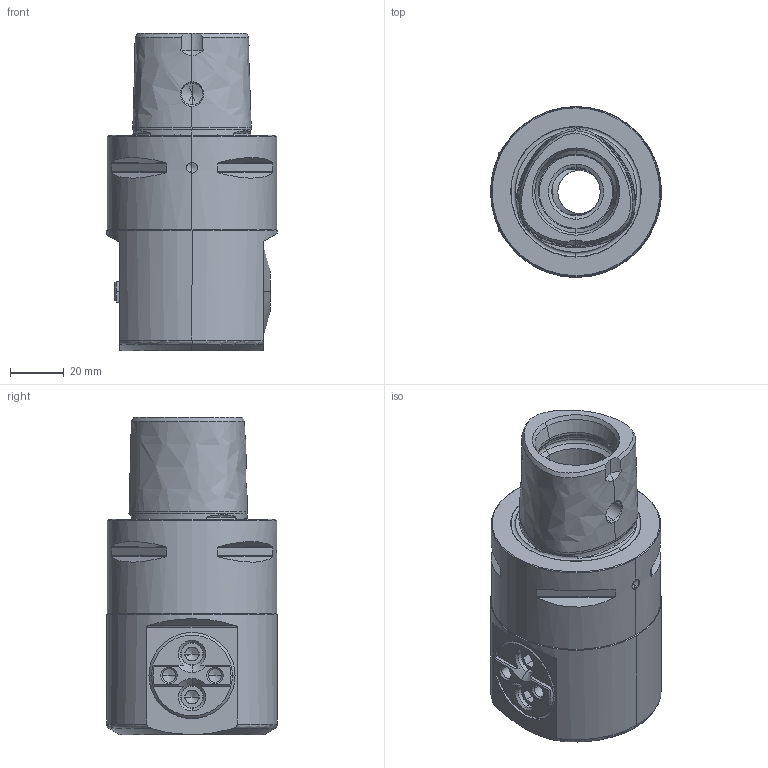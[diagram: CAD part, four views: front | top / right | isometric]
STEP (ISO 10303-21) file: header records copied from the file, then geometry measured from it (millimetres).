
FILE_DESCRIPTION(('no description'),'unknown implementation level');
FILE_NAME('85D4BE32-8243-4B2B-A483-DF2AAC7CE7FC_export.stp',' ',('CIMSOURCE GmbH'),('CADClick - KiM GmbH - www.kimweb.de'),'unknown preprocess','ACIS','unknown authorization');
FILE_SCHEMA(('automotive_design'));
Length unit declared in the file: millimetre
Products named in the file (8): 470.108 Kaiser EWN 2-50XL X C6|470.160 Kaiser Werkzeugk�rper EWN 2-50XL x C6_Standard;NONE; 470.108 Kaiser EWN 2-50XL X C6|112.040 Kaiser Zustelleinheit EWN 2-50 (XL)_Standard|112.156 Kaiser RTL �8,4 X 8,5_Standard;NONE; 470.108 Kaiser EWN 2-50XL X C6|112.040 Kaiser Zustelleinheit EWN 2-50 (XL)_Standard|690.417 Kaiser ETL M4 X 4D_Standard;NONE; 470.108 Kaiser EWN 2-50XL X C6|112.040 Kaiser Zustelleinheit EWN 2-50 (XL)_Standard|691.374 Kaiser RTL �2,5 X 22K_Standard;NONE; 470.108 Kaiser EWN 2-50XL X C6|112.040 Kaiser Zustelleinheit EWN 2-50 (XL)_Standard|690.595 Kaiser ETL M10 X 10D_DIN 913 - M10x10;NONE; 470.108 Kaiser EWN 2-50XL X C6|112.040 Kaiser Zustelleinheit EWN 2-50 (XL)_Standard|112.040 Kaiser Zustelleinheit EWN 2-50 (XL)_Standard;NONE
Bounding box: 63.5 x 63.5 x 118 mm (x, y, z)
Volume: 248107.5 mm3; surface area: 48630.1 mm2
Topology: 8 solids, 8 shells, 338 faces, 807 edges, 479 vertices
Faces by surface type: plane 112, cone 97, cylinder 93, bspline 20, torus 16
Entity records: 26320 total; most frequent: CARTESIAN_POINT 9550, STYLED_ITEM 1614, PRESENTATION_STYLE_ASSIGNMENT 1614, COLOUR_RGB 1614, ORIENTED_EDGE 1578, DIRECTION 1556, EDGE_CURVE 789, CURVE_STYLE 789
